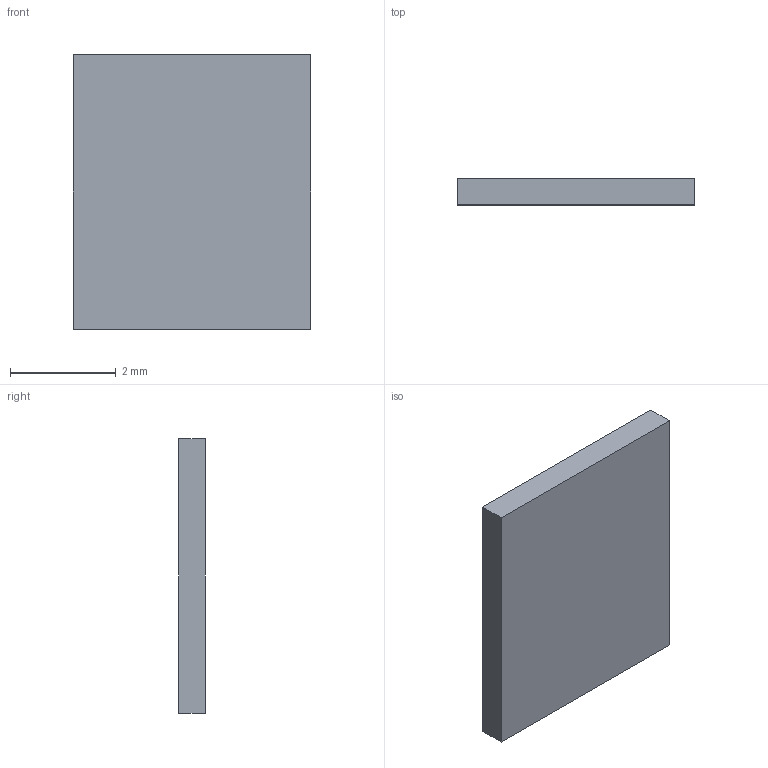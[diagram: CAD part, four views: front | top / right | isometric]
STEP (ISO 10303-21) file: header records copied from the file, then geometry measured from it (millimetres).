
FILE_DESCRIPTION((''),'2;1');
FILE_NAME('BOTTOM_1','2023-02-15T17:17:45',('matteo.grassi'),(''),'CREO PARAMETRIC BY PTC INC, 2018020','CREO PARAMETRIC BY PTC INC, 2018020','');
FILE_SCHEMA(('AUTOMOTIVE_DESIGN { 1 0 10303 214 1 1 1 1 }'));
Length unit declared in the file: millimetre
Products named in the file (1): BOTTOM_1
Bounding box: 4.5 x 0.5 x 5.2 mm (x, y, z)
Volume: 11.7 mm3; surface area: 56.5 mm2
Topology: 1 solids, 1 shells, 6 faces, 12 edges, 8 vertices
Faces by surface type: plane 6
Entity records: 363 total; most frequent: COLOUR_RGB 108, CARTESIAN_POINT 29, DIRECTION 26, ORIENTED_EDGE 24, PRESENTATION_STYLE_ASSIGNMENT 13, STYLED_ITEM 13, VECTOR 12, LINE 12
